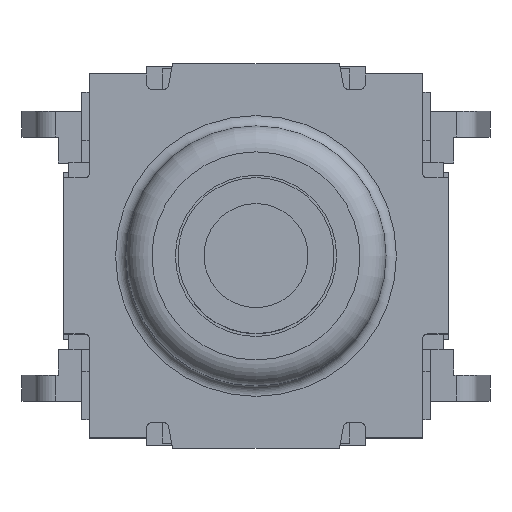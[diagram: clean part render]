
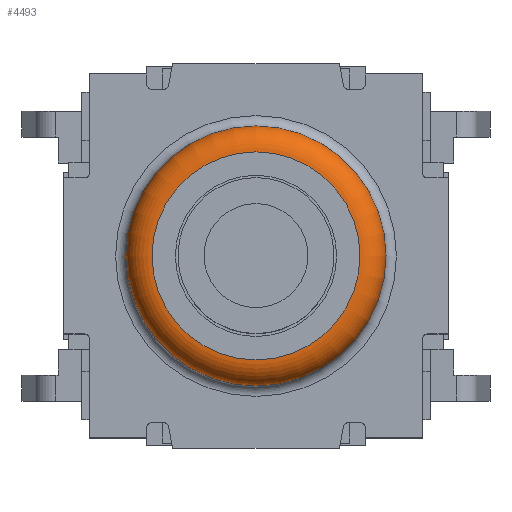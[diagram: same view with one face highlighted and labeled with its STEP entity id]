
A CAD part, top view. The second image highlights one B-rep face of the part: STEP entity #4493.
In plain terms, the highlighted toroidal (fillet/blend) face has major radius 2 mm and minor radius 0.5 mm.
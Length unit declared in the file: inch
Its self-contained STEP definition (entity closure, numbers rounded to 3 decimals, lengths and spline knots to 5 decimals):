
#4466=CARTESIAN_POINT('',(0.,0.0,0.11614));
#4467=DIRECTION('',(0.0,0.0,-1.0));
#4468=DIRECTION('',(-1.0,0.0,0.0));
#4469=AXIS2_PLACEMENT_3D('',#4466,#4467,#4468);
#4470=TOROIDAL_SURFACE('',#4469,0.07874,0.01969);
#4471=CARTESIAN_POINT('',(-0.09843,0.,0.11614));
#4472=VERTEX_POINT('',#4471);
#4473=CARTESIAN_POINT('',(0.,0.0,0.11614));
#4474=DIRECTION('',(0.0,0.0,1.0));
#4475=DIRECTION('',(1.0,0.0,0.0));
#4476=AXIS2_PLACEMENT_3D('',#4473,#4474,#4475);
#4477=CIRCLE('',#4476,0.09843);
#4478=EDGE_CURVE('',#4472,#4472,#4477,.T.);
#4479=ORIENTED_EDGE('',*,*,#4478,.T.);
#4480=EDGE_LOOP('',(#4479));
#4481=FACE_OUTER_BOUND('',#4480,.T.);
#4482=CARTESIAN_POINT('',(-0.07874,0.0,0.13583));
#4483=VERTEX_POINT('',#4482);
#4484=CARTESIAN_POINT('',(0.,0.0,0.13583));
#4485=DIRECTION('',(0.0,0.0,-1.0));
#4486=DIRECTION('',(1.0,0.0,0.0));
#4487=AXIS2_PLACEMENT_3D('',#4484,#4485,#4486);
#4488=CIRCLE('',#4487,0.07874);
#4489=EDGE_CURVE('',#4483,#4483,#4488,.T.);
#4490=ORIENTED_EDGE('',*,*,#4489,.T.);
#4491=EDGE_LOOP('',(#4490));
#4492=FACE_BOUND('',#4491,.T.);
#4493=ADVANCED_FACE('',(#4481,#4492),#4470,.T.);
